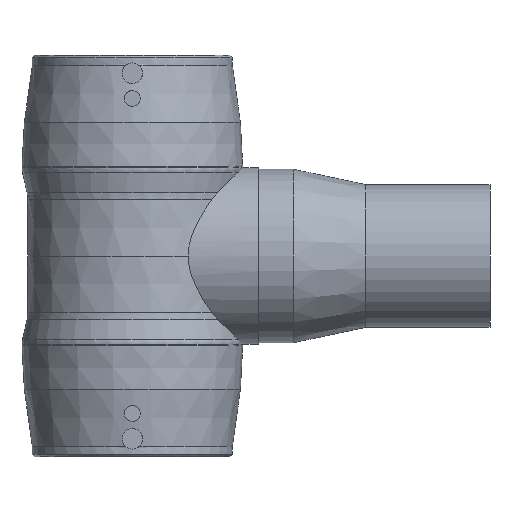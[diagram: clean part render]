
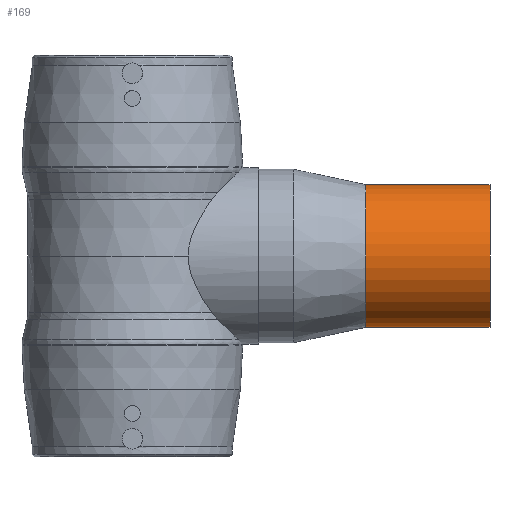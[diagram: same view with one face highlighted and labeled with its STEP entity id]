
A CAD part, front view. The second image highlights one B-rep face of the part: STEP entity #169.
In plain terms, the highlighted cylindrical face has radius 45.3 mm (diameter 90.6 mm), a partial arc.
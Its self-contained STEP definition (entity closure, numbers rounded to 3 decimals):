
#169=ADVANCED_FACE('',(#381),#382,.T.);
#381=FACE_OUTER_BOUND('',#639,.T.);
#382=CYLINDRICAL_SURFACE('',#640,45.3);
#639=EDGE_LOOP('',(#1087,#1088,#1089,#1090));
#640=AXIS2_PLACEMENT_3D('',#1091,#1092,#1093);
#1087=ORIENTED_EDGE('',*,*,#1637,.F.);
#1088=ORIENTED_EDGE('',*,*,#1638,.T.);
#1089=ORIENTED_EDGE('',*,*,#1639,.F.);
#1090=ORIENTED_EDGE('',*,*,#1640,.F.);
#1091=CARTESIAN_POINT('',(187.5,0.0,0.0));
#1092=DIRECTION('',(1.0,0.0,-0.0));
#1093=DIRECTION('',(0.0,0.0,1.0));
#1637=EDGE_CURVE('',#1990,#1991,#1992,.T.);
#1638=EDGE_CURVE('',#1990,#1993,#1994,.T.);
#1639=EDGE_CURVE('',#1995,#1993,#1996,.T.);
#1640=EDGE_CURVE('',#1991,#1995,#1997,.T.);
#1990=VERTEX_POINT('',#3195);
#1991=VERTEX_POINT('',#3196);
#1992=LINE('',#3197,#3198);
#1993=VERTEX_POINT('',#3199);
#1994=CIRCLE('',#3200,45.3);
#1995=VERTEX_POINT('',#3201);
#1996=LINE('',#3202,#3203);
#1997=CIRCLE('',#3204,45.3);
#3195=CARTESIAN_POINT('',(148.0,0.0,45.3));
#3196=CARTESIAN_POINT('',(227.0,0.0,45.3));
#3197=CARTESIAN_POINT('',(187.5,0.,45.3));
#3198=VECTOR('',#3597,1.0);
#3199=CARTESIAN_POINT('',(148.0,0.,-45.3));
#3200=AXIS2_PLACEMENT_3D('',#3598,#3599,#3600);
#3201=CARTESIAN_POINT('',(227.0,0.,-45.3));
#3202=CARTESIAN_POINT('',(187.5,0.,-45.3));
#3203=VECTOR('',#3601,1.0);
#3204=AXIS2_PLACEMENT_3D('',#3602,#3603,#3604);
#3597=DIRECTION('',(1.0,0.0,0.0));
#3598=CARTESIAN_POINT('',(148.0,0.0,0.0));
#3599=DIRECTION('',(1.0,0.0,-0.0));
#3600=DIRECTION('',(0.0,0.0,1.0));
#3601=DIRECTION('',(-1.0,-0.0,-0.0));
#3602=CARTESIAN_POINT('',(227.0,0.0,0.0));
#3603=DIRECTION('',(1.0,0.0,-0.0));
#3604=DIRECTION('',(0.0,0.0,1.0));
